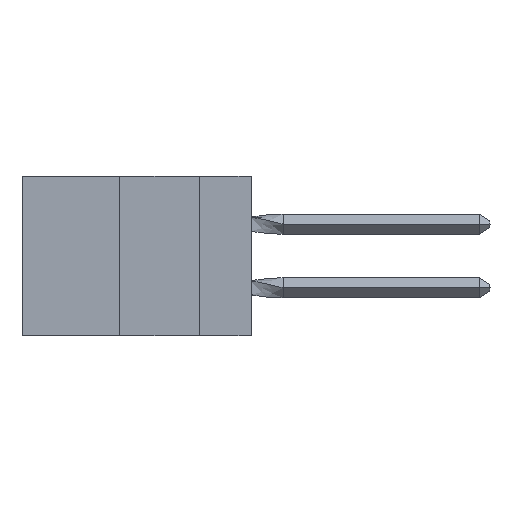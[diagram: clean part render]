
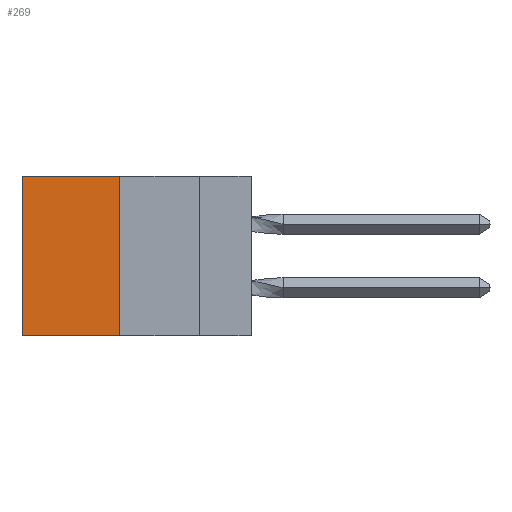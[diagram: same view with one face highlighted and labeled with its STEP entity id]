
A CAD part, left-side view. The second image highlights one B-rep face of the part: STEP entity #269.
In plain terms, the highlighted planar face has unit normal (-1, 0, 0).
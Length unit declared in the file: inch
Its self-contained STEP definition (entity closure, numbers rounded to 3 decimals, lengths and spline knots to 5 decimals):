
#100 = ORIENTED_EDGE ( 'NONE', *, *, #4354, .T. ) ;
#269 = ADVANCED_FACE ( 'NONE', ( #8828 ), #1041, .F. ) ;
#1041 = PLANE ( 'NONE',  #11267 ) ;
#1128 = VERTEX_POINT ( 'NONE', #5233 ) ;
#1464 = ORIENTED_EDGE ( 'NONE', *, *, #4078, .F. ) ;
#1976 = CARTESIAN_POINT ( 'NONE',  ( 0.305, 0.413, -0.5 ) ) ;
#2121 = LINE ( 'NONE', #6972, #5314 ) ;
#2571 = CARTESIAN_POINT ( 'NONE',  ( 0.305, 0.72, 0. ) ) ;
#2586 = VECTOR ( 'NONE', #11393, 39.37008 ) ;
#4078 = EDGE_CURVE ( 'NONE', #11652, #5193, #9654, .T. ) ;
#4307 = CARTESIAN_POINT ( 'NONE',  ( 0.305, 0.413, -0.5 ) ) ;
#4310 = LINE ( 'NONE', #7734, #7183 ) ;
#4354 = EDGE_CURVE ( 'NONE', #11657, #1128, #10166, .T. ) ;
#4661 = DIRECTION ( 'NONE',  ( 0., 1., 0. ) ) ;
#4817 = CARTESIAN_POINT ( 'NONE',  ( 0.305, 0.413, 0. ) ) ;
#4833 = ORIENTED_EDGE ( 'NONE', *, *, #12148, .F. ) ;
#5193 = VERTEX_POINT ( 'NONE', #6276 ) ;
#5233 = CARTESIAN_POINT ( 'NONE',  ( 0.305, 0.72, -0.5 ) ) ;
#5262 = DIRECTION ( 'NONE',  ( 0., 0., -1. ) ) ;
#5314 = VECTOR ( 'NONE', #4661, 39.37008 ) ;
#6276 = CARTESIAN_POINT ( 'NONE',  ( 0.305, 0.413, -0.5 ) ) ;
#6431 = DIRECTION ( 'NONE',  ( 1., 0., 0. ) ) ;
#6972 = CARTESIAN_POINT ( 'NONE',  ( 0.305, 0.413, 0. ) ) ;
#7183 = VECTOR ( 'NONE', #10899, 39.37008 ) ;
#7448 = VECTOR ( 'NONE', #10821, 39.37008 ) ;
#7734 = CARTESIAN_POINT ( 'NONE',  ( 0.305, 0.413, -0.5 ) ) ;
#7973 = EDGE_CURVE ( 'NONE', #11652, #11657, #2121, .T. ) ;
#8090 = ORIENTED_EDGE ( 'NONE', *, *, #7973, .T. ) ;
#8109 = CARTESIAN_POINT ( 'NONE',  ( 0.305, 0.72, -0.5 ) ) ;
#8828 = FACE_OUTER_BOUND ( 'NONE', #9568, .T. ) ;
#9568 = EDGE_LOOP ( 'NONE', ( #100, #4833, #1464, #8090 ) ) ;
#9654 = LINE ( 'NONE', #4307, #7448 ) ;
#10166 = LINE ( 'NONE', #8109, #2586 ) ;
#10821 = DIRECTION ( 'NONE',  ( 0., 0., -1. ) ) ;
#10899 = DIRECTION ( 'NONE',  ( 0., 1., 0. ) ) ;
#11267 = AXIS2_PLACEMENT_3D ( 'NONE', #1976, #6431, #5262 ) ;
#11393 = DIRECTION ( 'NONE',  ( 0., 0., -1. ) ) ;
#11652 = VERTEX_POINT ( 'NONE', #4817 ) ;
#11657 = VERTEX_POINT ( 'NONE', #2571 ) ;
#12148 = EDGE_CURVE ( 'NONE', #5193, #1128, #4310, .T. ) ;
